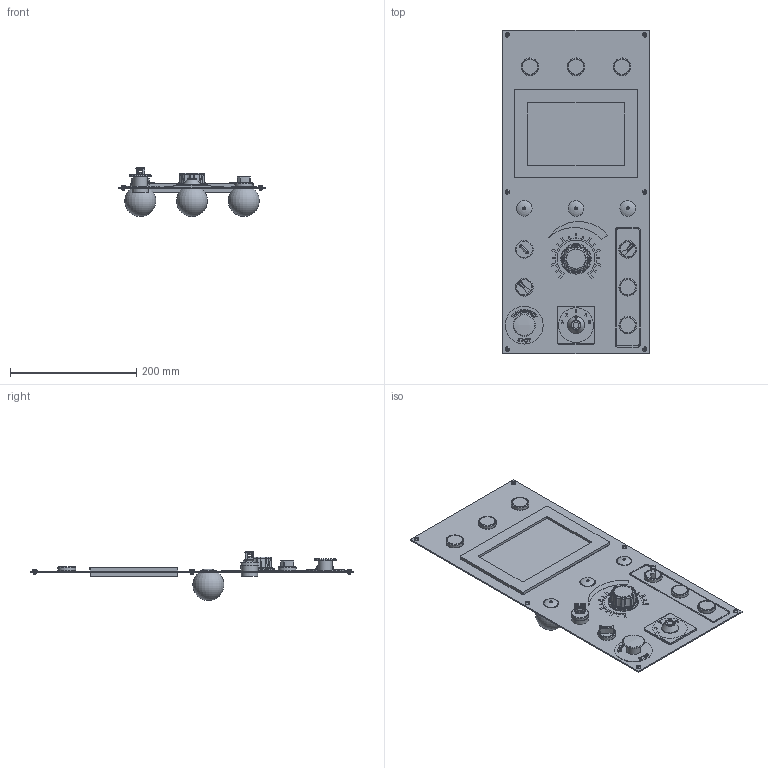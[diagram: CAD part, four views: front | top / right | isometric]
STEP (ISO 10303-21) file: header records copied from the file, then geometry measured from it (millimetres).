
FILE_DESCRIPTION (( 'STEP AP203' ), '1' );
FILE_NAME ('01A0541785Q-控制面板.STEP', '2023-09-28T07:17:24', ( '' ), ( '' ), 'SwSTEP 2.0', 'SolidWorks 2018', '' );
FILE_SCHEMA (( 'CONFIG_CONTROL_DESIGN' ));
Length unit declared in the file: millimetre
Products named in the file (1): 01A0541785Q-控制面板
Bounding box: 232 x 512 x 77.79 mm (x, y, z)
Volume: 541619.7 mm3; surface area: 332975.4 mm2
Topology: 37 solids, 37 shells, 903 faces, 2173 edges, 1353 vertices
Faces by surface type: plane 424, cylinder 156, bspline 152, torus 109, cone 45, sphere 17
Full cylindrical faces by diameter (mm): 3.5 x6, 4 x6, 5 x6, 7 x6, 9.5 x1, 10 x1, 19 x3, 22 x4, 23 x13, 24 x7, 26 x1, 28 x8, 30 x1, 35 x1, 48 x1, 55 x1, 60 x1
Entity records: 38237 total; most frequent: CARTESIAN_POINT 18623, ORIENTED_EDGE 4018, DIRECTION 3672, EDGE_CURVE 2009, VERTEX_POINT 1346, AXIS2_PLACEMENT_3D 1283, EDGE_LOOP 1117, VECTOR 1106
